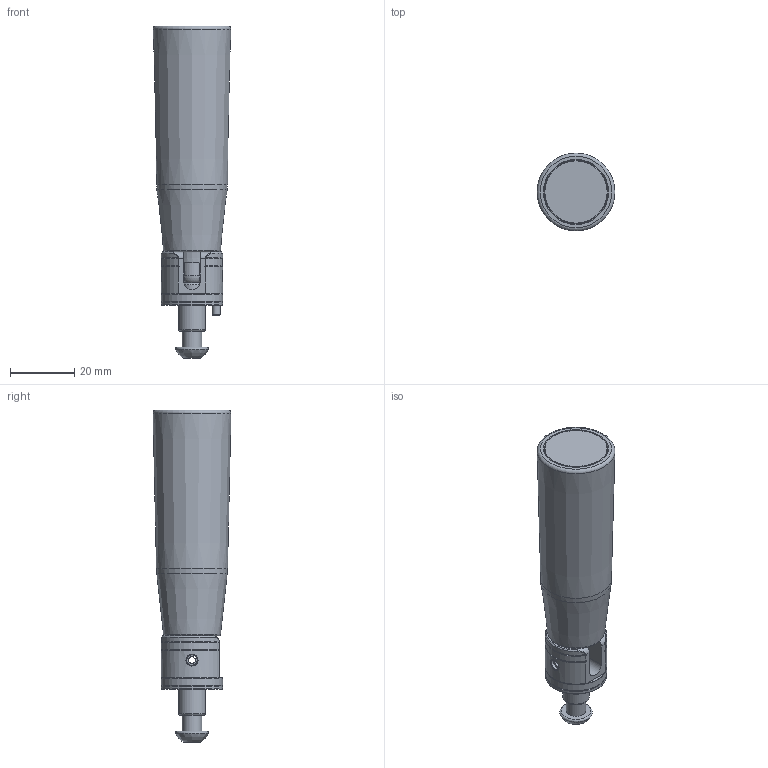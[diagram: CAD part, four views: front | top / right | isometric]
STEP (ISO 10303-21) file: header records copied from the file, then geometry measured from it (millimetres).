
FILE_DESCRIPTION( ( 'Unknown' ), '1' );
FILE_NAME( '6383020_PGR23x70.stp', 'Unknown', ( 'Unknown' ), ( 'Unknown' ), 'PSStep 11.0', 'Unknown', ' ' );
FILE_SCHEMA( ( 'AUTOMOTIVE_DESIGN { 1 0 10303 214 1 1 1 1 }' ) );
Length unit declared in the file: millimetre
Products named in the file (2): 1833029
Bounding box: 24.18 x 24.18 x 102.99 mm (x, y, z)
Volume: 21632.8 mm3; surface area: 17294.3 mm2
Topology: 2 solids, 4 shells, 196 faces, 494 edges, 312 vertices
Faces by surface type: plane 82, cylinder 58, torus 21, cone 19, bspline 15, sphere 1
Full cylindrical faces by diameter (mm): 2.5 x1, 3.25 x2, 3.5 x1, 6 x2, 6.1 x1, 6.4 x2, 6.5 x1, 8.2 x1, 8.31 x1, 9 x1, 9.111 x1, 10 x1, 10.7 x1, 11 x1, 12.6 x1, 15.421 x1, 19 x2, 19.627 x1, 19.64 x1, 19.7 x1, 19.8 x1
Entity records: 9619 total; most frequent: CARTESIAN_POINT 3777, DIRECTION 870, ORIENTED_EDGE 822, EDGE_CURVE 411, AXIS2_PLACEMENT_3D 358, VERTEX_POINT 284, EDGE_LOOP 273, FACE_OUTER_BOUND 241
